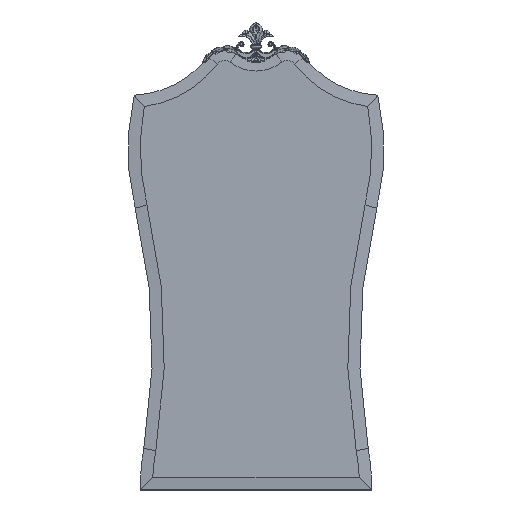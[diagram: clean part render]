
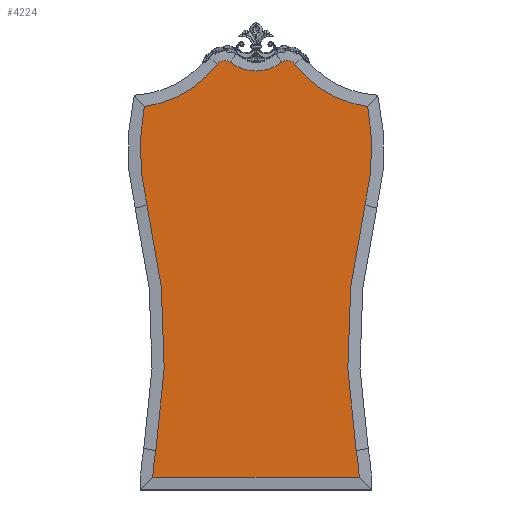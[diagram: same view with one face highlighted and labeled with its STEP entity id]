
A CAD part, top view. The second image highlights one B-rep face of the part: STEP entity #4224.
In plain terms, the highlighted planar face has unit normal (0, 0, 1).
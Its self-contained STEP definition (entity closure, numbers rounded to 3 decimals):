
#1407=CARTESIAN_POINT('',(9.5,22.573,0.958));
#1408=DIRECTION('',(0.,0.,-1.));
#1409=DIRECTION('',(-0.971,-0.24,0.));
#1410=AXIS2_PLACEMENT_3D('',#1407,#1408,#1409);
#1412=CARTESIAN_POINT('',(-10.33,35.024,
0.958));
#1413=DIRECTION('',(0.,0.,1.));
#1414=DIRECTION('',(0.129,-0.992,0.));
#1415=AXIS2_PLACEMENT_3D('',#1412,#1413,#1414);
#1417=CARTESIAN_POINT('',(-2.568,29.124,0.958));
#1418=DIRECTION('',(0.,0.,-1.));
#1419=DIRECTION('',(-0.796,0.605,0.));
#1420=AXIS2_PLACEMENT_3D('',#1417,#1418,#1419);
#1422=CARTESIAN_POINT('',(0.,32.51,0.958));
#1423=DIRECTION('',(0.,0.,1.));
#1424=DIRECTION('',(-0.609,-0.793,0.));
#1425=AXIS2_PLACEMENT_3D('',#1422,#1423,#1424);
#1427=CARTESIAN_POINT('',(2.568,29.124,0.958));
#1428=DIRECTION('',(0.,0.,-1.));
#1429=DIRECTION('',(-0.582,0.813,0.));
#1430=AXIS2_PLACEMENT_3D('',#1427,#1428,#1429);
#1432=CARTESIAN_POINT('',(10.33,35.024,0.958));
#1433=DIRECTION('',(0.,0.,1.));
#1434=DIRECTION('',(-0.796,-0.605,0.));
#1435=AXIS2_PLACEMENT_3D('',#1432,#1433,#1434);
#1437=CARTESIAN_POINT('',(-9.5,22.573,
0.958));
#1438=DIRECTION('',(0.,0.,-1.));
#1439=DIRECTION('',(0.983,0.186,0.));
#1440=AXIS2_PLACEMENT_3D('',#1437,#1438,#1439);
#1442=CARTESIAN_POINT('',(56.51,6.222,0.958));
#1443=DIRECTION('',(0.,0.,1.));
#1444=DIRECTION('',(-0.971,0.24,0.));
#1445=AXIS2_PLACEMENT_3D('',#1442,#1443,#1444);
#1447=CARTESIAN_POINT('',(-10.5,-5.368,
0.958));
#1448=DIRECTION('',(0.,0.,-1.));
#1449=DIRECTION('',(0.985,0.17,0.));
#1450=AXIS2_PLACEMENT_3D('',#1447,#1448,#1449);
#1452=DIRECTION('',(-1.,0.,0.));
#1453=VECTOR('',#1452,16.947);
#1454=CARTESIAN_POINT('',(8.474,-4.368,0.958));
#1455=LINE('',#1454,#1453);
#1456=CARTESIAN_POINT('',(10.5,-5.368,
0.958));
#1457=DIRECTION('',(0.,0.,-1.));
#1458=DIRECTION('',(-0.999,0.053,0.));
#1459=AXIS2_PLACEMENT_3D('',#1456,#1457,#1458);
#1461=CARTESIAN_POINT('',(-56.51,6.222,
0.958));
#1462=DIRECTION('',(0.,0.,1.));
#1463=DIRECTION('',(0.985,-0.17,0.));
#1464=AXIS2_PLACEMENT_3D('',#1461,#1462,#1463);
#1787=CARTESIAN_POINT('',(8.474,-4.368,0.958));
#1788=CARTESIAN_POINT('',(-8.474,-4.368,0.958));
#1789=VERTEX_POINT('',#1787);
#1790=VERTEX_POINT('',#1788);
#1791=CARTESIAN_POINT('',(-8.943,18.005,
0.958));
#1792=CARTESIAN_POINT('',(-9.17,26.099,
0.958));
#1793=VERTEX_POINT('',#1791);
#1794=VERTEX_POINT('',#1792);
#1795=CARTESIAN_POINT('',(-3.165,29.578,
0.958));
#1796=VERTEX_POINT('',#1795);
#1797=CARTESIAN_POINT('',(-2.131,29.734,
0.958));
#1798=VERTEX_POINT('',#1797);
#1799=CARTESIAN_POINT('',(2.131,29.734,0.958));
#1800=VERTEX_POINT('',#1799);
#1801=CARTESIAN_POINT('',(3.165,29.578,0.958));
#1802=VERTEX_POINT('',#1801);
#1803=CARTESIAN_POINT('',(9.17,26.099,0.958));
#1804=VERTEX_POINT('',#1803);
#1805=CARTESIAN_POINT('',(8.943,18.005,0.958));
#1806=VERTEX_POINT('',#1805);
#1807=CARTESIAN_POINT('',(8.222,-2.13,
0.958));
#1808=VERTEX_POINT('',#1807);
#1809=CARTESIAN_POINT('',(-8.222,-2.13,
0.958));
#1810=VERTEX_POINT('',#1809);
#4194=CARTESIAN_POINT('',(0.,12.754,0.958));
#4195=DIRECTION('',(0.,0.,1.));
#4196=DIRECTION('',(1.,0.,0.));
#4197=AXIS2_PLACEMENT_3D('',#4194,#4195,#4196);
#4198=PLANE('',#4197);
#4200=ORIENTED_EDGE('',*,*,#4199,.T.);
#4202=ORIENTED_EDGE('',*,*,#4201,.T.);
#4204=ORIENTED_EDGE('',*,*,#4203,.T.);
#4206=ORIENTED_EDGE('',*,*,#4205,.T.);
#4207=ORIENTED_EDGE('',*,*,#4184,.T.);
#4209=ORIENTED_EDGE('',*,*,#4208,.T.);
#4211=ORIENTED_EDGE('',*,*,#4210,.T.);
#4213=ORIENTED_EDGE('',*,*,#4212,.T.);
#4215=ORIENTED_EDGE('',*,*,#4214,.T.);
#4217=ORIENTED_EDGE('',*,*,#4216,.T.);
#4219=ORIENTED_EDGE('',*,*,#4218,.T.);
#4221=ORIENTED_EDGE('',*,*,#4220,.T.);
#4222=EDGE_LOOP('',(#4200,#4202,#4204,#4206,#4207,#4209,#4211,#4213,#4215,#4217,
#4219,#4221));
#4223=FACE_OUTER_BOUND('',#4222,.F.);
#4224=ADVANCED_FACE('',(#4223),#4198,.T.);
#1411=CIRCLE('',#1410,19.);
#1416=CIRCLE('',#1415,9.);
#1421=CIRCLE('',#1420,0.75);
#1426=CIRCLE('',#1425,3.5);
#1431=CIRCLE('',#1430,0.75);
#1436=CIRCLE('',#1435,9.);
#1441=CIRCLE('',#1440,19.);
#1446=CIRCLE('',#1445,49.005);
#1451=CIRCLE('',#1450,19.);
#1460=CIRCLE('',#1459,19.);
#1465=CIRCLE('',#1464,49.005);
#4184=EDGE_CURVE('',#1800,#1802,#1431,.T.);
#4199=EDGE_CURVE('',#1793,#1794,#1411,.T.);
#4201=EDGE_CURVE('',#1794,#1796,#1416,.T.);
#4203=EDGE_CURVE('',#1796,#1798,#1421,.T.);
#4205=EDGE_CURVE('',#1798,#1800,#1426,.T.);
#4208=EDGE_CURVE('',#1802,#1804,#1436,.T.);
#4210=EDGE_CURVE('',#1804,#1806,#1441,.T.);
#4212=EDGE_CURVE('',#1806,#1808,#1446,.T.);
#4214=EDGE_CURVE('',#1808,#1789,#1451,.T.);
#4216=EDGE_CURVE('',#1789,#1790,#1455,.T.);
#4218=EDGE_CURVE('',#1790,#1810,#1460,.T.);
#4220=EDGE_CURVE('',#1810,#1793,#1465,.T.);
